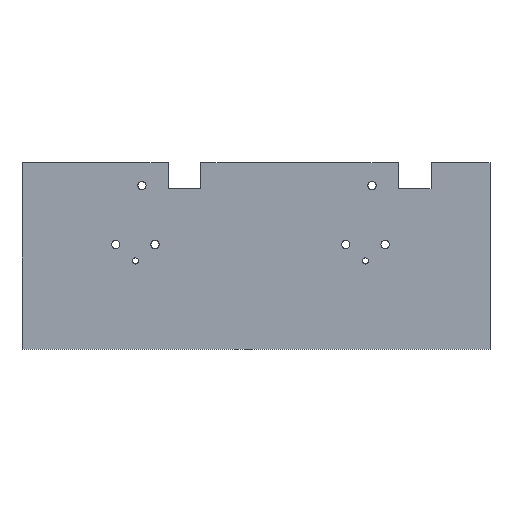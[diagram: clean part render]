
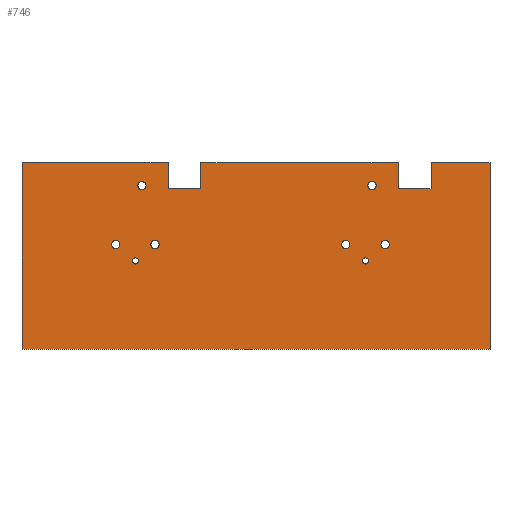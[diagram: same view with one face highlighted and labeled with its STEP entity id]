
A CAD part, top view. The second image highlights one B-rep face of the part: STEP entity #746.
In plain terms, the highlighted planar face has unit normal (0, 0, 1).
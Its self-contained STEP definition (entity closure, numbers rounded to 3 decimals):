
#22 = VERTEX_POINT('',#23);
#23 = CARTESIAN_POINT('',(82.047,-80.645,0.));
#40 = VERTEX_POINT('',#41);
#41 = CARTESIAN_POINT('',(82.047,-116.84,0.));
#47 = EDGE_CURVE('',#22,#40,#48,.T.);
#48 = LINE('',#49,#50);
#49 = CARTESIAN_POINT('',(82.047,-80.645,0.));
#50 = VECTOR('',#51,1.);
#51 = DIRECTION('',(0.,-1.,0.));
#71 = VERTEX_POINT('',#72);
#72 = CARTESIAN_POINT('',(91.213,-80.65,0.));
#78 = EDGE_CURVE('',#22,#71,#79,.T.);
#79 = LINE('',#80,#81);
#80 = CARTESIAN_POINT('',(82.047,-80.645,0.));
#81 = VECTOR('',#82,1.);
#82 = DIRECTION('',(1.,-0.001,0.));
#102 = VERTEX_POINT('',#103);
#103 = CARTESIAN_POINT('',(172.72,-116.84,0.));
#109 = EDGE_CURVE('',#40,#102,#110,.T.);
#110 = LINE('',#111,#112);
#111 = CARTESIAN_POINT('',(82.047,-116.84,0.));
#112 = VECTOR('',#113,1.);
#113 = DIRECTION('',(1.,0.,0.));
#133 = VERTEX_POINT('',#134);
#134 = CARTESIAN_POINT('',(110.363,-80.65,0.));
#140 = EDGE_CURVE('',#71,#133,#141,.T.);
#141 = LINE('',#142,#143);
#142 = CARTESIAN_POINT('',(91.213,-80.65,0.));
#143 = VECTOR('',#144,1.);
#144 = DIRECTION('',(1.,0.,0.));
#164 = VERTEX_POINT('',#165);
#165 = CARTESIAN_POINT('',(172.72,-80.645,0.));
#171 = EDGE_CURVE('',#102,#164,#172,.T.);
#172 = LINE('',#173,#174);
#173 = CARTESIAN_POINT('',(172.72,-116.84,0.));
#174 = VECTOR('',#175,1.);
#175 = DIRECTION('',(0.,1.,0.));
#195 = VERTEX_POINT('',#196);
#196 = CARTESIAN_POINT('',(110.363,-85.73,0.));
#202 = EDGE_CURVE('',#133,#195,#203,.T.);
#203 = LINE('',#204,#205);
#204 = CARTESIAN_POINT('',(110.363,-80.65,0.));
#205 = VECTOR('',#206,1.);
#206 = DIRECTION('',(0.,-1.,0.));
#226 = VERTEX_POINT('',#227);
#227 = CARTESIAN_POINT('',(161.39,-80.65,0.));
#233 = EDGE_CURVE('',#164,#226,#234,.T.);
#234 = LINE('',#235,#236);
#235 = CARTESIAN_POINT('',(172.72,-80.645,0.));
#236 = VECTOR('',#237,1.);
#237 = DIRECTION('',(-1.,0.,0.));
#257 = VERTEX_POINT('',#258);
#258 = CARTESIAN_POINT('',(116.713,-85.73,0.));
#264 = EDGE_CURVE('',#195,#257,#265,.T.);
#265 = LINE('',#266,#267);
#266 = CARTESIAN_POINT('',(110.363,-85.73,0.));
#267 = VECTOR('',#268,1.);
#268 = DIRECTION('',(1.,0.,0.));
#279 = VERTEX_POINT('',#280);
#280 = CARTESIAN_POINT('',(161.29,-80.65,0.));
#295 = EDGE_CURVE('',#279,#226,#296,.T.);
#296 = LINE('',#297,#298);
#297 = CARTESIAN_POINT('',(135.79,-80.65,0.));
#298 = VECTOR('',#299,1.);
#299 = DIRECTION('',(1.,0.,0.));
#319 = VERTEX_POINT('',#320);
#320 = CARTESIAN_POINT('',(116.713,-80.65,0.));
#326 = EDGE_CURVE('',#257,#319,#327,.T.);
#327 = LINE('',#328,#329);
#328 = CARTESIAN_POINT('',(116.713,-85.73,0.));
#329 = VECTOR('',#330,1.);
#330 = DIRECTION('',(0.,1.,0.));
#341 = VERTEX_POINT('',#342);
#342 = CARTESIAN_POINT('',(161.29,-85.73,0.));
#357 = EDGE_CURVE('',#341,#279,#358,.T.);
#358 = LINE('',#359,#360);
#359 = CARTESIAN_POINT('',(161.29,-85.73,0.));
#360 = VECTOR('',#361,1.);
#361 = DIRECTION('',(0.,1.,0.));
#372 = VERTEX_POINT('',#373);
#373 = CARTESIAN_POINT('',(135.79,-80.65,0.));
#388 = EDGE_CURVE('',#372,#319,#389,.T.);
#389 = LINE('',#390,#391);
#390 = CARTESIAN_POINT('',(135.79,-80.65,0.));
#391 = VECTOR('',#392,1.);
#392 = DIRECTION('',(-1.,0.,0.));
#403 = VERTEX_POINT('',#404);
#404 = CARTESIAN_POINT('',(154.94,-85.73,0.));
#419 = EDGE_CURVE('',#403,#341,#420,.T.);
#420 = LINE('',#421,#422);
#421 = CARTESIAN_POINT('',(154.94,-85.73,0.));
#422 = VECTOR('',#423,1.);
#423 = DIRECTION('',(1.,0.,0.));
#443 = VERTEX_POINT('',#444);
#444 = CARTESIAN_POINT('',(154.94,-80.65,0.));
#450 = EDGE_CURVE('',#372,#443,#451,.T.);
#451 = LINE('',#452,#453);
#452 = CARTESIAN_POINT('',(135.79,-80.65,0.));
#453 = VECTOR('',#454,1.);
#454 = DIRECTION('',(1.,0.,0.));
#472 = EDGE_CURVE('',#443,#403,#473,.T.);
#473 = LINE('',#474,#475);
#474 = CARTESIAN_POINT('',(154.94,-80.65,0.));
#475 = VECTOR('',#476,1.);
#476 = DIRECTION('',(0.,-1.,0.));
#487 = VERTEX_POINT('',#488);
#488 = CARTESIAN_POINT('',(149.19,-99.7,0.));
#504 = EDGE_CURVE('',#487,#487,#505,.T.);
#505 = CIRCLE('',#506,0.6);
#506 = AXIS2_PLACEMENT_3D('',#507,#508,#509);
#507 = CARTESIAN_POINT('',(148.59,-99.7,0.));
#508 = DIRECTION('',(0.,0.,1.));
#509 = DIRECTION('',(1.,0.,-0.));
#520 = VERTEX_POINT('',#521);
#521 = CARTESIAN_POINT('',(153.2,-96.52,0.));
#537 = EDGE_CURVE('',#520,#520,#538,.T.);
#538 = CIRCLE('',#539,0.8);
#539 = AXIS2_PLACEMENT_3D('',#540,#541,#542);
#540 = CARTESIAN_POINT('',(152.4,-96.52,0.));
#541 = DIRECTION('',(0.,0.,1.));
#542 = DIRECTION('',(1.,0.,-0.));
#553 = VERTEX_POINT('',#554);
#554 = CARTESIAN_POINT('',(145.58,-96.52,0.));
#570 = EDGE_CURVE('',#553,#553,#571,.T.);
#571 = CIRCLE('',#572,0.8);
#572 = AXIS2_PLACEMENT_3D('',#573,#574,#575);
#573 = CARTESIAN_POINT('',(144.78,-96.52,0.));
#574 = DIRECTION('',(0.,0.,1.));
#575 = DIRECTION('',(1.,0.,-0.));
#586 = VERTEX_POINT('',#587);
#587 = CARTESIAN_POINT('',(104.613,-99.7,0.));
#603 = EDGE_CURVE('',#586,#586,#604,.T.);
#604 = CIRCLE('',#605,0.6);
#605 = AXIS2_PLACEMENT_3D('',#606,#607,#608);
#606 = CARTESIAN_POINT('',(104.013,-99.7,0.));
#607 = DIRECTION('',(0.,0.,1.));
#608 = DIRECTION('',(1.,0.,-0.));
#619 = VERTEX_POINT('',#620);
#620 = CARTESIAN_POINT('',(108.623,-96.52,0.));
#636 = EDGE_CURVE('',#619,#619,#637,.T.);
#637 = CIRCLE('',#638,0.8);
#638 = AXIS2_PLACEMENT_3D('',#639,#640,#641);
#639 = CARTESIAN_POINT('',(107.823,-96.52,0.));
#640 = DIRECTION('',(0.,0.,1.));
#641 = DIRECTION('',(1.,0.,-0.));
#652 = VERTEX_POINT('',#653);
#653 = CARTESIAN_POINT('',(101.003,-96.52,0.));
#669 = EDGE_CURVE('',#652,#652,#670,.T.);
#670 = CIRCLE('',#671,0.8);
#671 = AXIS2_PLACEMENT_3D('',#672,#673,#674);
#672 = CARTESIAN_POINT('',(100.203,-96.52,0.));
#673 = DIRECTION('',(0.,0.,1.));
#674 = DIRECTION('',(1.,0.,-0.));
#685 = VERTEX_POINT('',#686);
#686 = CARTESIAN_POINT('',(150.66,-85.1,0.));
#702 = EDGE_CURVE('',#685,#685,#703,.T.);
#703 = CIRCLE('',#704,0.8);
#704 = AXIS2_PLACEMENT_3D('',#705,#706,#707);
#705 = CARTESIAN_POINT('',(149.86,-85.1,0.));
#706 = DIRECTION('',(0.,0.,1.));
#707 = DIRECTION('',(1.,0.,-0.));
#718 = VERTEX_POINT('',#719);
#719 = CARTESIAN_POINT('',(106.083,-85.1,0.));
#735 = EDGE_CURVE('',#718,#718,#736,.T.);
#736 = CIRCLE('',#737,0.8);
#737 = AXIS2_PLACEMENT_3D('',#738,#739,#740);
#738 = CARTESIAN_POINT('',(105.283,-85.1,0.));
#739 = DIRECTION('',(0.,0.,1.));
#740 = DIRECTION('',(1.,0.,-0.));
#746 = ADVANCED_FACE('',(#747,#764,#767,#770,#773,#776,#779,#782,#785),
  #788,.F.);
#747 = FACE_BOUND('',#748,.F.);
#748 = EDGE_LOOP('',(#749,#750,#751,#752,#753,#754,#755,#756,#757,#758,
    #759,#760,#761,#762,#763));
#749 = ORIENTED_EDGE('',*,*,#47,.F.);
#750 = ORIENTED_EDGE('',*,*,#78,.T.);
#751 = ORIENTED_EDGE('',*,*,#140,.T.);
#752 = ORIENTED_EDGE('',*,*,#202,.T.);
#753 = ORIENTED_EDGE('',*,*,#264,.T.);
#754 = ORIENTED_EDGE('',*,*,#326,.T.);
#755 = ORIENTED_EDGE('',*,*,#388,.F.);
#756 = ORIENTED_EDGE('',*,*,#450,.T.);
#757 = ORIENTED_EDGE('',*,*,#472,.T.);
#758 = ORIENTED_EDGE('',*,*,#419,.T.);
#759 = ORIENTED_EDGE('',*,*,#357,.T.);
#760 = ORIENTED_EDGE('',*,*,#295,.T.);
#761 = ORIENTED_EDGE('',*,*,#233,.F.);
#762 = ORIENTED_EDGE('',*,*,#171,.F.);
#763 = ORIENTED_EDGE('',*,*,#109,.F.);
#764 = FACE_BOUND('',#765,.F.);
#765 = EDGE_LOOP('',(#766));
#766 = ORIENTED_EDGE('',*,*,#504,.T.);
#767 = FACE_BOUND('',#768,.F.);
#768 = EDGE_LOOP('',(#769));
#769 = ORIENTED_EDGE('',*,*,#537,.T.);
#770 = FACE_BOUND('',#771,.F.);
#771 = EDGE_LOOP('',(#772));
#772 = ORIENTED_EDGE('',*,*,#570,.T.);
#773 = FACE_BOUND('',#774,.F.);
#774 = EDGE_LOOP('',(#775));
#775 = ORIENTED_EDGE('',*,*,#603,.T.);
#776 = FACE_BOUND('',#777,.F.);
#777 = EDGE_LOOP('',(#778));
#778 = ORIENTED_EDGE('',*,*,#636,.T.);
#779 = FACE_BOUND('',#780,.F.);
#780 = EDGE_LOOP('',(#781));
#781 = ORIENTED_EDGE('',*,*,#669,.T.);
#782 = FACE_BOUND('',#783,.F.);
#783 = EDGE_LOOP('',(#784));
#784 = ORIENTED_EDGE('',*,*,#702,.T.);
#785 = FACE_BOUND('',#786,.F.);
#786 = EDGE_LOOP('',(#787));
#787 = ORIENTED_EDGE('',*,*,#735,.T.);
#788 = PLANE('',#789);
#789 = AXIS2_PLACEMENT_3D('',#790,#791,#792);
#790 = CARTESIAN_POINT('',(126.85,-98.267,0.));
#791 = DIRECTION('',(-0.,-0.,-1.));
#792 = DIRECTION('',(-1.,0.,0.));
